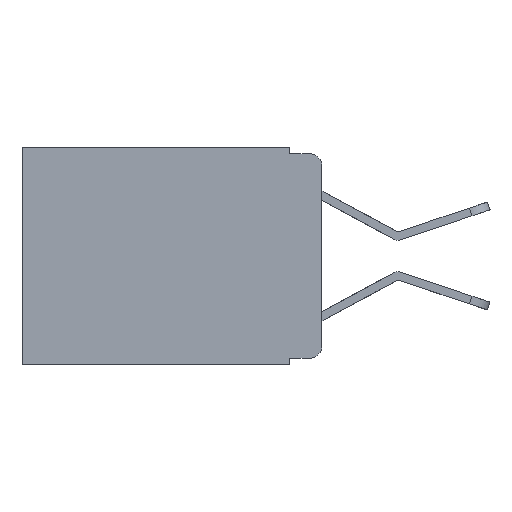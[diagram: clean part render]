
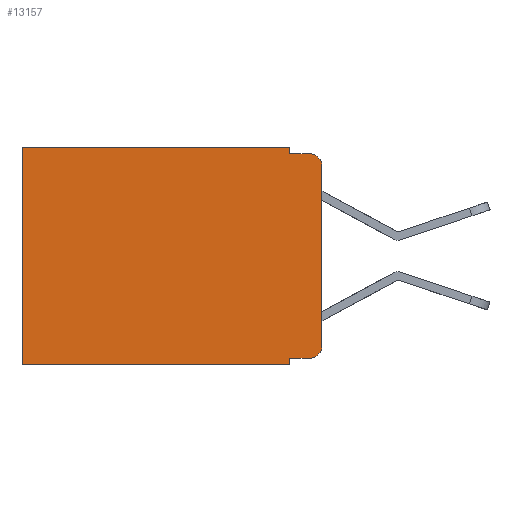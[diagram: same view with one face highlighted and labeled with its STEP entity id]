
A CAD part, left-side view. The second image highlights one B-rep face of the part: STEP entity #13157.
In plain terms, the highlighted planar face has unit normal (-1, 0, 0).
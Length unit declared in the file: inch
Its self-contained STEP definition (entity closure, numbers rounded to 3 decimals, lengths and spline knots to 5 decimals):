
#138 = LINE ( 'NONE', #18849, #6019 ) ;
#537 = CARTESIAN_POINT ( 'NONE',  ( 0.298, 0.02, -0.03 ) ) ;
#1007 = VERTEX_POINT ( 'NONE', #14316 ) ;
#1302 = EDGE_CURVE ( 'NONE', #19152, #24129, #5454, .T. ) ;
#1641 = CARTESIAN_POINT ( 'NONE',  ( 0.298, 0.051, 0. ) ) ;
#1664 = VERTEX_POINT ( 'NONE', #23312 ) ;
#2554 = DIRECTION ( 'NONE',  ( 0., 0., -1. ) ) ;
#2734 = ORIENTED_EDGE ( 'NONE', *, *, #16188, .T. ) ;
#3106 = LINE ( 'NONE', #18260, #23499 ) ;
#3179 = EDGE_CURVE ( 'NONE', #1007, #9418, #3332, .T. ) ;
#3332 = LINE ( 'NONE', #17493, #7853 ) ;
#3405 = CARTESIAN_POINT ( 'NONE',  ( 0.298, 0.051, -0.343 ) ) ;
#3860 = DIRECTION ( 'NONE',  ( 0., 0., -1. ) ) ;
#4178 = EDGE_CURVE ( 'NONE', #4251, #21826, #138, .T. ) ;
#4251 = VERTEX_POINT ( 'NONE', #19231 ) ;
#4300 = EDGE_CURVE ( 'NONE', #24129, #1664, #8478, .T. ) ;
#4334 = VECTOR ( 'NONE', #7349, 39.37008 ) ;
#4693 = CARTESIAN_POINT ( 'NONE',  ( 0.298, 0.051, -0.01 ) ) ;
#5174 = AXIS2_PLACEMENT_3D ( 'NONE', #13159, #18934, #18356 ) ;
#5415 = VERTEX_POINT ( 'NONE', #11026 ) ;
#5454 = LINE ( 'NONE', #7570, #13876 ) ;
#5786 = EDGE_CURVE ( 'NONE', #24006, #21826, #20062, .T. ) ;
#6019 = VECTOR ( 'NONE', #18870, 39.37008 ) ;
#6181 = ORIENTED_EDGE ( 'NONE', *, *, #1302, .T. ) ;
#6621 = ORIENTED_EDGE ( 'NONE', *, *, #4178, .F. ) ;
#7349 = DIRECTION ( 'NONE',  ( 0., 0., -1. ) ) ;
#7542 = DIRECTION ( 'NONE',  ( 0., -1., 0. ) ) ;
#7570 = CARTESIAN_POINT ( 'NONE',  ( 0.298, 0., 0. ) ) ;
#7853 = VECTOR ( 'NONE', #3860, 39.37008 ) ;
#8478 = LINE ( 'NONE', #17146, #18059 ) ;
#8600 = VECTOR ( 'NONE', #24923, 39.37008 ) ;
#8984 = CARTESIAN_POINT ( 'NONE',  ( 0.298, 0.473, 0. ) ) ;
#9010 = CARTESIAN_POINT ( 'NONE',  ( 0.298, 0.02, -0.313 ) ) ;
#9418 = VERTEX_POINT ( 'NONE', #3405 ) ;
#9420 = AXIS2_PLACEMENT_3D ( 'NONE', #537, #14100, #2554 ) ;
#9460 = EDGE_CURVE ( 'NONE', #19152, #20021, #19029, .T. ) ;
#9648 = DIRECTION ( 'NONE',  ( 0., 0., -1. ) ) ;
#9698 = DIRECTION ( 'NONE',  ( -1., 0., 0. ) ) ;
#10353 = FACE_OUTER_BOUND ( 'NONE', #11144, .T. ) ;
#10520 = CARTESIAN_POINT ( 'NONE',  ( 0.298, 0.02, -0.333 ) ) ;
#10557 = DIRECTION ( 'NONE',  ( 0., 1., 0. ) ) ;
#11026 = CARTESIAN_POINT ( 'NONE',  ( 0.298, 0.02, -0.01 ) ) ;
#11144 = EDGE_LOOP ( 'NONE', ( #6621, #2734, #13888, #20256, #6181, #11277, #24338, #16886, #19959, #22044 ) ) ;
#11277 = ORIENTED_EDGE ( 'NONE', *, *, #4300, .T. ) ;
#11384 = DIRECTION ( 'NONE',  ( 0., 1., 0. ) ) ;
#13157 = ADVANCED_FACE ( 'NONE', ( #10353 ), #18916, .F. ) ;
#13159 = CARTESIAN_POINT ( 'NONE',  ( 0.298, 0., 0. ) ) ;
#13876 = VECTOR ( 'NONE', #11384, 39.37008 ) ;
#13888 = ORIENTED_EDGE ( 'NONE', *, *, #19712, .F. ) ;
#14100 = DIRECTION ( 'NONE',  ( -1., 0., 0. ) ) ;
#14316 = CARTESIAN_POINT ( 'NONE',  ( 0.298, 0.051, -0.333 ) ) ;
#16188 = EDGE_CURVE ( 'NONE', #4251, #5415, #21310, .T. ) ;
#16839 = EDGE_CURVE ( 'NONE', #9418, #1664, #3106, .T. ) ;
#16886 = ORIENTED_EDGE ( 'NONE', *, *, #3179, .F. ) ;
#17146 = CARTESIAN_POINT ( 'NONE',  ( 0.298, 0.473, 0. ) ) ;
#17238 = DIRECTION ( 'NONE',  ( 0., 0., -1. ) ) ;
#17493 = CARTESIAN_POINT ( 'NONE',  ( 0.298, 0.051, 0. ) ) ;
#18059 = VECTOR ( 'NONE', #17238, 39.37008 ) ;
#18260 = CARTESIAN_POINT ( 'NONE',  ( 0.298, 0., -0.343 ) ) ;
#18324 = LINE ( 'NONE', #19033, #19518 ) ;
#18356 = DIRECTION ( 'NONE',  ( 0., 0., -1. ) ) ;
#18403 = AXIS2_PLACEMENT_3D ( 'NONE', #9010, #9698, #9648 ) ;
#18849 = CARTESIAN_POINT ( 'NONE',  ( 0.298, 0., 0. ) ) ;
#18870 = DIRECTION ( 'NONE',  ( 0., 0., -1. ) ) ;
#18916 = PLANE ( 'NONE',  #5174 ) ;
#18934 = DIRECTION ( 'NONE',  ( 1., 0., 0. ) ) ;
#19029 = LINE ( 'NONE', #20761, #4334 ) ;
#19033 = CARTESIAN_POINT ( 'NONE',  ( 0.298, 0.051, -0.01 ) ) ;
#19152 = VERTEX_POINT ( 'NONE', #1641 ) ;
#19231 = CARTESIAN_POINT ( 'NONE',  ( 0.298, 0., -0.03 ) ) ;
#19518 = VECTOR ( 'NONE', #7542, 39.37008 ) ;
#19712 = EDGE_CURVE ( 'NONE', #20021, #5415, #18324, .T. ) ;
#19959 = ORIENTED_EDGE ( 'NONE', *, *, #21192, .T. ) ;
#20021 = VERTEX_POINT ( 'NONE', #4693 ) ;
#20062 = CIRCLE ( 'NONE', #18403, 0.02 ) ;
#20256 = ORIENTED_EDGE ( 'NONE', *, *, #9460, .F. ) ;
#20761 = CARTESIAN_POINT ( 'NONE',  ( 0.298, 0.051, 0. ) ) ;
#21192 = EDGE_CURVE ( 'NONE', #1007, #24006, #23858, .T. ) ;
#21310 = CIRCLE ( 'NONE', #9420, 0.02 ) ;
#21826 = VERTEX_POINT ( 'NONE', #22928 ) ;
#22044 = ORIENTED_EDGE ( 'NONE', *, *, #5786, .T. ) ;
#22928 = CARTESIAN_POINT ( 'NONE',  ( 0.298, 0., -0.313 ) ) ;
#23040 = CARTESIAN_POINT ( 'NONE',  ( 0.298, 0.051, -0.333 ) ) ;
#23312 = CARTESIAN_POINT ( 'NONE',  ( 0.298, 0.473, -0.343 ) ) ;
#23499 = VECTOR ( 'NONE', #10557, 39.37008 ) ;
#23858 = LINE ( 'NONE', #23040, #8600 ) ;
#24006 = VERTEX_POINT ( 'NONE', #10520 ) ;
#24129 = VERTEX_POINT ( 'NONE', #8984 ) ;
#24338 = ORIENTED_EDGE ( 'NONE', *, *, #16839, .F. ) ;
#24923 = DIRECTION ( 'NONE',  ( 0., -1., 0. ) ) ;
